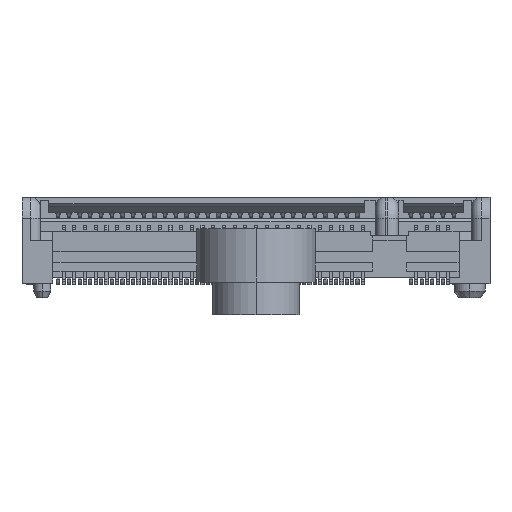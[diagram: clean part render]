
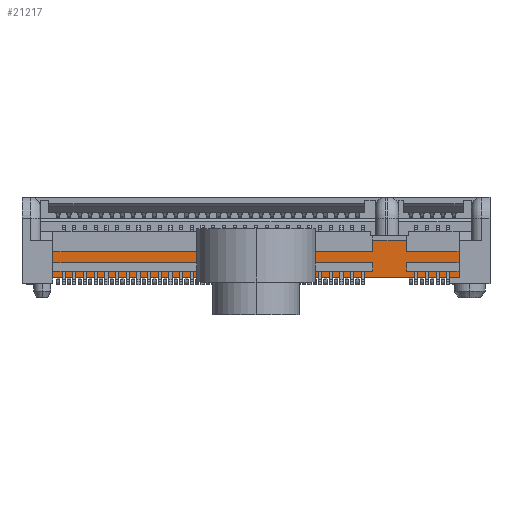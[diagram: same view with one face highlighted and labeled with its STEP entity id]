
A CAD part, top view. The second image highlights one B-rep face of the part: STEP entity #21217.
In plain terms, the highlighted planar face has unit normal (0, 0, 1).
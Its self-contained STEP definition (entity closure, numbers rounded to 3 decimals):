
#69 = CARTESIAN_POINT ( 'NONE',  ( 7.045, -0.135, -0.45 ) ) ;
#461 = ORIENTED_EDGE ( 'NONE', *, *, #13619, .F. ) ;
#553 = VERTEX_POINT ( 'NONE', #41279 ) ;
#729 = DIRECTION ( 'NONE',  ( 0., -1., 0. ) ) ;
#767 = DIRECTION ( 'NONE',  ( 1., 0., 0. ) ) ;
#1498 = EDGE_CURVE ( 'NONE', #40436, #4928, #24546, .T. ) ;
#1854 = LINE ( 'NONE', #27682, #17140 ) ;
#2234 = VERTEX_POINT ( 'NONE', #31200 ) ;
#3409 = LINE ( 'NONE', #35349, #14960 ) ;
#3640 = LINE ( 'NONE', #37319, #41495 ) ;
#3650 = EDGE_LOOP ( 'NONE', ( #14860, #34395, #23498, #25119, #21107, #43113, #28219, #35019, #31888, #31539, #461, #37149, #29556, #21558, #37729, #16522 ) ) ;
#3969 = CARTESIAN_POINT ( 'NONE',  ( 7.045, -0.665, -0.45 ) ) ;
#4272 = EDGE_CURVE ( 'NONE', #25159, #553, #38981, .T. ) ;
#4511 = CARTESIAN_POINT ( 'NONE',  ( 9.5, -1.585, -0.45 ) ) ;
#4928 = VERTEX_POINT ( 'NONE', #20631 ) ;
#5554 = LINE ( 'NONE', #9350, #34449 ) ;
#5675 = VERTEX_POINT ( 'NONE', #30940 ) ;
#5865 = EDGE_CURVE ( 'NONE', #2234, #4928, #15214, .T. ) ;
#6178 = LINE ( 'NONE', #22623, #39814 ) ;
#6220 = DIRECTION ( 'NONE',  ( -1., 0., 0. ) ) ;
#6449 = CARTESIAN_POINT ( 'NONE',  ( -9.5, 1.885, -0.45 ) ) ;
#6513 = VECTOR ( 'NONE', #6220, 1000. ) ;
#6654 = VECTOR ( 'NONE', #40969, 1000. ) ;
#6814 = LINE ( 'NONE', #4511, #35680 ) ;
#7545 = EDGE_CURVE ( 'NONE', #5675, #35681, #31474, .T. ) ;
#7821 = CARTESIAN_POINT ( 'NONE',  ( 5.455, -0.135, -0.45 ) ) ;
#8862 = DIRECTION ( 'NONE',  ( -1., 0., 0. ) ) ;
#9197 = CARTESIAN_POINT ( 'NONE',  ( 9.5, -0.665, -0.45 ) ) ;
#9350 = CARTESIAN_POINT ( 'NONE',  ( 5.455, -1.885, -0.45 ) ) ;
#9723 = VERTEX_POINT ( 'NONE', #42514 ) ;
#11556 = VECTOR ( 'NONE', #40177, 1000. ) ;
#12224 = CARTESIAN_POINT ( 'NONE',  ( 9.5, 1.885, -0.45 ) ) ;
#12399 = VERTEX_POINT ( 'NONE', #19221 ) ;
#12785 = EDGE_CURVE ( 'NONE', #40436, #12399, #6814, .T. ) ;
#13557 = EDGE_CURVE ( 'NONE', #24569, #25167, #24963, .T. ) ;
#13619 = EDGE_CURVE ( 'NONE', #37761, #28934, #5554, .T. ) ;
#13664 = LINE ( 'NONE', #16554, #11556 ) ;
#13818 = EDGE_CURVE ( 'NONE', #25159, #37761, #1854, .T. ) ;
#14481 = CARTESIAN_POINT ( 'NONE',  ( 9.5, -1.885, -0.45 ) ) ;
#14860 = ORIENTED_EDGE ( 'NONE', *, *, #1498, .T. ) ;
#14960 = VECTOR ( 'NONE', #25225, 1000. ) ;
#15214 = LINE ( 'NONE', #41086, #42528 ) ;
#16429 = DIRECTION ( 'NONE',  ( 1., 0., 0. ) ) ;
#16522 = ORIENTED_EDGE ( 'NONE', *, *, #12785, .F. ) ;
#16554 = CARTESIAN_POINT ( 'NONE',  ( 7.045, -1.885, -0.45 ) ) ;
#16862 = CARTESIAN_POINT ( 'NONE',  ( 9.5, -1.585, -0.45 ) ) ;
#17140 = VECTOR ( 'NONE', #17992, 1000. ) ;
#17808 = CARTESIAN_POINT ( 'NONE',  ( -9.5, -0.665, -0.45 ) ) ;
#17992 = DIRECTION ( 'NONE',  ( 1., 0., 0. ) ) ;
#18008 = DIRECTION ( 'NONE',  ( 1., 0., 0. ) ) ;
#18724 = CARTESIAN_POINT ( 'NONE',  ( 7.045, -1.185, -0.45 ) ) ;
#18820 = CARTESIAN_POINT ( 'NONE',  ( 9.5, -1.585, -0.45 ) ) ;
#18943 = EDGE_CURVE ( 'NONE', #40319, #41995, #3409, .T. ) ;
#19221 = CARTESIAN_POINT ( 'NONE',  ( 5.455, -1.585, -0.45 ) ) ;
#19729 = EDGE_CURVE ( 'NONE', #9723, #553, #20685, .T. ) ;
#20119 = EDGE_CURVE ( 'NONE', #26634, #24569, #32806, .T. ) ;
#20631 = CARTESIAN_POINT ( 'NONE',  ( -9.5, -1.885, -0.45 ) ) ;
#20685 = LINE ( 'NONE', #26333, #6513 ) ;
#21107 = ORIENTED_EDGE ( 'NONE', *, *, #37876, .F. ) ;
#21217 = ADVANCED_FACE ( 'NONE', ( #24289 ), #31197, .F. ) ;
#21347 = CARTESIAN_POINT ( 'NONE',  ( -9.5, -1.585, -0.45 ) ) ;
#21433 = VECTOR ( 'NONE', #38957, 1000. ) ;
#21558 = ORIENTED_EDGE ( 'NONE', *, *, #19729, .F. ) ;
#22049 = DIRECTION ( 'NONE',  ( 0., -1., 0. ) ) ;
#22623 = CARTESIAN_POINT ( 'NONE',  ( 9.5, 1.885, -0.45 ) ) ;
#22711 = EDGE_CURVE ( 'NONE', #28934, #26634, #3640, .T. ) ;
#23498 = ORIENTED_EDGE ( 'NONE', *, *, #29768, .T. ) ;
#24268 = VECTOR ( 'NONE', #729, 1000. ) ;
#24289 = FACE_OUTER_BOUND ( 'NONE', #3650, .T. ) ;
#24546 = LINE ( 'NONE', #6449, #6654 ) ;
#24569 = VERTEX_POINT ( 'NONE', #3969 ) ;
#24963 = LINE ( 'NONE', #9197, #29160 ) ;
#25119 = ORIENTED_EDGE ( 'NONE', *, *, #7545, .F. ) ;
#25159 = VERTEX_POINT ( 'NONE', #17808 ) ;
#25167 = VERTEX_POINT ( 'NONE', #31303 ) ;
#25225 = DIRECTION ( 'NONE',  ( -1., 0., 0. ) ) ;
#25716 = CARTESIAN_POINT ( 'NONE',  ( 7.045, -1.885, -0.45 ) ) ;
#26333 = CARTESIAN_POINT ( 'NONE',  ( 9.5, -1.185, -0.45 ) ) ;
#26634 = VERTEX_POINT ( 'NONE', #69 ) ;
#26905 = VECTOR ( 'NONE', #35437, 1000. ) ;
#27039 = LINE ( 'NONE', #33824, #42837 ) ;
#27145 = CARTESIAN_POINT ( 'NONE',  ( -9.5, 1.885, -0.45 ) ) ;
#27391 = DIRECTION ( 'NONE',  ( -1., 0., 0. ) ) ;
#27682 = CARTESIAN_POINT ( 'NONE',  ( 9.5, -0.665, -0.45 ) ) ;
#28219 = ORIENTED_EDGE ( 'NONE', *, *, #36620, .T. ) ;
#28934 = VERTEX_POINT ( 'NONE', #7821 ) ;
#29160 = VECTOR ( 'NONE', #16429, 1000. ) ;
#29556 = ORIENTED_EDGE ( 'NONE', *, *, #4272, .T. ) ;
#29768 = EDGE_CURVE ( 'NONE', #2234, #35681, #6178, .T. ) ;
#30940 = CARTESIAN_POINT ( 'NONE',  ( 7.045, -1.585, -0.45 ) ) ;
#31197 = PLANE ( 'NONE',  #39828 ) ;
#31200 = CARTESIAN_POINT ( 'NONE',  ( 9.5, -1.885, -0.45 ) ) ;
#31303 = CARTESIAN_POINT ( 'NONE',  ( 9.5, -0.665, -0.45 ) ) ;
#31474 = LINE ( 'NONE', #18820, #21433 ) ;
#31539 = ORIENTED_EDGE ( 'NONE', *, *, #22711, .F. ) ;
#31888 = ORIENTED_EDGE ( 'NONE', *, *, #20119, .F. ) ;
#32806 = LINE ( 'NONE', #25716, #34359 ) ;
#33524 = EDGE_CURVE ( 'NONE', #12399, #9723, #27039, .T. ) ;
#33824 = CARTESIAN_POINT ( 'NONE',  ( 5.455, -1.885, -0.45 ) ) ;
#34359 = VECTOR ( 'NONE', #22049, 1000. ) ;
#34395 = ORIENTED_EDGE ( 'NONE', *, *, #5865, .F. ) ;
#34449 = VECTOR ( 'NONE', #36095, 1000. ) ;
#35019 = ORIENTED_EDGE ( 'NONE', *, *, #13557, .F. ) ;
#35349 = CARTESIAN_POINT ( 'NONE',  ( 9.5, -1.185, -0.45 ) ) ;
#35437 = DIRECTION ( 'NONE',  ( 0., 1., 0. ) ) ;
#35680 = VECTOR ( 'NONE', #18008, 1000. ) ;
#35681 = VERTEX_POINT ( 'NONE', #16862 ) ;
#35848 = LINE ( 'NONE', #12224, #26905 ) ;
#36095 = DIRECTION ( 'NONE',  ( 0., 1., 0. ) ) ;
#36351 = CARTESIAN_POINT ( 'NONE',  ( 5.455, -0.665, -0.45 ) ) ;
#36620 = EDGE_CURVE ( 'NONE', #40319, #25167, #35848, .T. ) ;
#36919 = CARTESIAN_POINT ( 'NONE',  ( 9.5, -1.185, -0.45 ) ) ;
#37149 = ORIENTED_EDGE ( 'NONE', *, *, #13818, .F. ) ;
#37319 = CARTESIAN_POINT ( 'NONE',  ( 9.5, -0.135, -0.45 ) ) ;
#37729 = ORIENTED_EDGE ( 'NONE', *, *, #33524, .F. ) ;
#37761 = VERTEX_POINT ( 'NONE', #36351 ) ;
#37876 = EDGE_CURVE ( 'NONE', #41995, #5675, #13664, .T. ) ;
#38957 = DIRECTION ( 'NONE',  ( 1., 0., 0. ) ) ;
#38981 = LINE ( 'NONE', #27145, #24268 ) ;
#39507 = DIRECTION ( 'NONE',  ( 0., 1., 0. ) ) ;
#39814 = VECTOR ( 'NONE', #39507, 1000. ) ;
#39828 = AXIS2_PLACEMENT_3D ( 'NONE', #14481, #41501, #27391 ) ;
#40177 = DIRECTION ( 'NONE',  ( 0., -1., 0. ) ) ;
#40319 = VERTEX_POINT ( 'NONE', #36919 ) ;
#40435 = DIRECTION ( 'NONE',  ( 0., 1., 0. ) ) ;
#40436 = VERTEX_POINT ( 'NONE', #21347 ) ;
#40969 = DIRECTION ( 'NONE',  ( 0., -1., 0. ) ) ;
#41086 = CARTESIAN_POINT ( 'NONE',  ( -10.95, -1.885, -0.45 ) ) ;
#41279 = CARTESIAN_POINT ( 'NONE',  ( -9.5, -1.185, -0.45 ) ) ;
#41495 = VECTOR ( 'NONE', #767, 1000. ) ;
#41501 = DIRECTION ( 'NONE',  ( 0., 0., -1. ) ) ;
#41995 = VERTEX_POINT ( 'NONE', #18724 ) ;
#42514 = CARTESIAN_POINT ( 'NONE',  ( 5.455, -1.185, -0.45 ) ) ;
#42528 = VECTOR ( 'NONE', #8862, 1000. ) ;
#42837 = VECTOR ( 'NONE', #40435, 1000. ) ;
#43113 = ORIENTED_EDGE ( 'NONE', *, *, #18943, .F. ) ;
